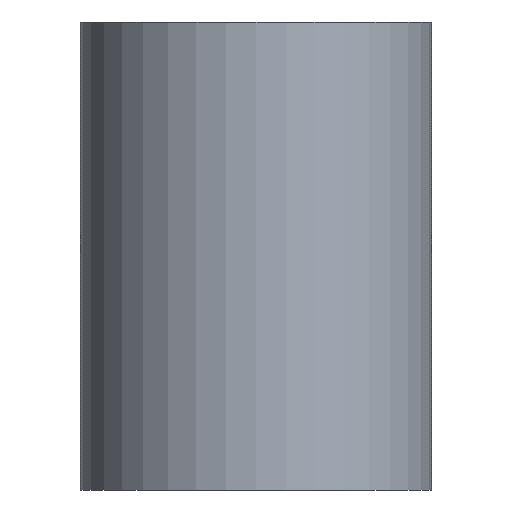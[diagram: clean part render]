
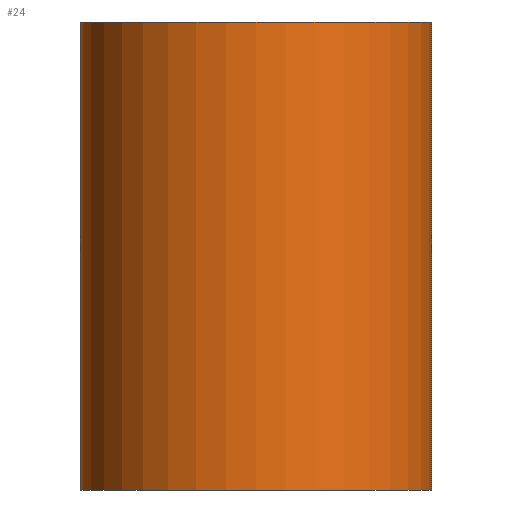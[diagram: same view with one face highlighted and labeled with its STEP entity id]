
A CAD part, front view. The second image highlights one B-rep face of the part: STEP entity #24.
In plain terms, the highlighted cylindrical face has radius 6 mm (diameter 12 mm), a partial arc.
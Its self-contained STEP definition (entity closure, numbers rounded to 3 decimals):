
#2 = CARTESIAN_POINT ( 'NONE',  ( -6., 0., 0. ) ) ;
#5 = DIRECTION ( 'NONE',  ( 0., 0., 1. ) ) ;
#23 = EDGE_CURVE ( 'NONE', #233, #217, #188, .T. ) ;
#24 = ADVANCED_FACE ( 'NONE', ( #185 ), #178, .T. ) ;
#27 = DIRECTION ( 'NONE',  ( 1., 0., 0. ) ) ;
#30 = CARTESIAN_POINT ( 'NONE',  ( 6., 0., 0. ) ) ;
#37 = DIRECTION ( 'NONE',  ( 0., 0., -1. ) ) ;
#38 = EDGE_CURVE ( 'NONE', #230, #234, #170, .T. ) ;
#40 = ORIENTED_EDGE ( 'NONE', *, *, #48, .F. ) ;
#48 = EDGE_CURVE ( 'NONE', #230, #233, #179, .T. ) ;
#62 = ORIENTED_EDGE ( 'NONE', *, *, #38, .T. ) ;
#63 = EDGE_CURVE ( 'NONE', #234, #217, #169, .T. ) ;
#70 = DIRECTION ( 'NONE',  ( 1., 0., 0. ) ) ;
#85 = CARTESIAN_POINT ( 'NONE',  ( 0., 0., 16. ) ) ;
#87 = DIRECTION ( 'NONE',  ( 0., 0., -1. ) ) ;
#90 = CARTESIAN_POINT ( 'NONE',  ( -6., 0., 16. ) ) ;
#101 = DIRECTION ( 'NONE',  ( 0., 0., 1. ) ) ;
#115 = CARTESIAN_POINT ( 'NONE',  ( 0., 0., 16. ) ) ;
#119 = CARTESIAN_POINT ( 'NONE',  ( -6., 0., 16. ) ) ;
#134 = DIRECTION ( 'NONE',  ( -1., 0., 0. ) ) ;
#139 = AXIS2_PLACEMENT_3D ( 'NONE', #85, #206, #134 ) ;
#140 = CARTESIAN_POINT ( 'NONE',  ( 6., 0., 16. ) ) ;
#141 = CARTESIAN_POINT ( 'NONE',  ( 6., 0., 16. ) ) ;
#150 = AXIS2_PLACEMENT_3D ( 'NONE', #115, #5, #70 ) ;
#169 = CIRCLE ( 'NONE', #228, 6. ) ;
#170 = LINE ( 'NONE', #90, #180 ) ;
#176 = CARTESIAN_POINT ( 'NONE',  ( 0., 0., 0. ) ) ;
#178 = CYLINDRICAL_SURFACE ( 'NONE', #139, 6. ) ;
#179 = CIRCLE ( 'NONE', #150, 6. ) ;
#180 = VECTOR ( 'NONE', #87, 1000. ) ;
#185 = FACE_OUTER_BOUND ( 'NONE', #249, .T. ) ;
#188 = LINE ( 'NONE', #141, #189 ) ;
#189 = VECTOR ( 'NONE', #37, 1000. ) ;
#206 = DIRECTION ( 'NONE',  ( 0., 0., -1. ) ) ;
#217 = VERTEX_POINT ( 'NONE', #30 ) ;
#228 = AXIS2_PLACEMENT_3D ( 'NONE', #176, #101, #27 ) ;
#230 = VERTEX_POINT ( 'NONE', #119 ) ;
#233 = VERTEX_POINT ( 'NONE', #140 ) ;
#234 = VERTEX_POINT ( 'NONE', #2 ) ;
#240 = ORIENTED_EDGE ( 'NONE', *, *, #63, .T. ) ;
#246 = ORIENTED_EDGE ( 'NONE', *, *, #23, .F. ) ;
#249 = EDGE_LOOP ( 'NONE', ( #246, #40, #62, #240 ) ) ;
